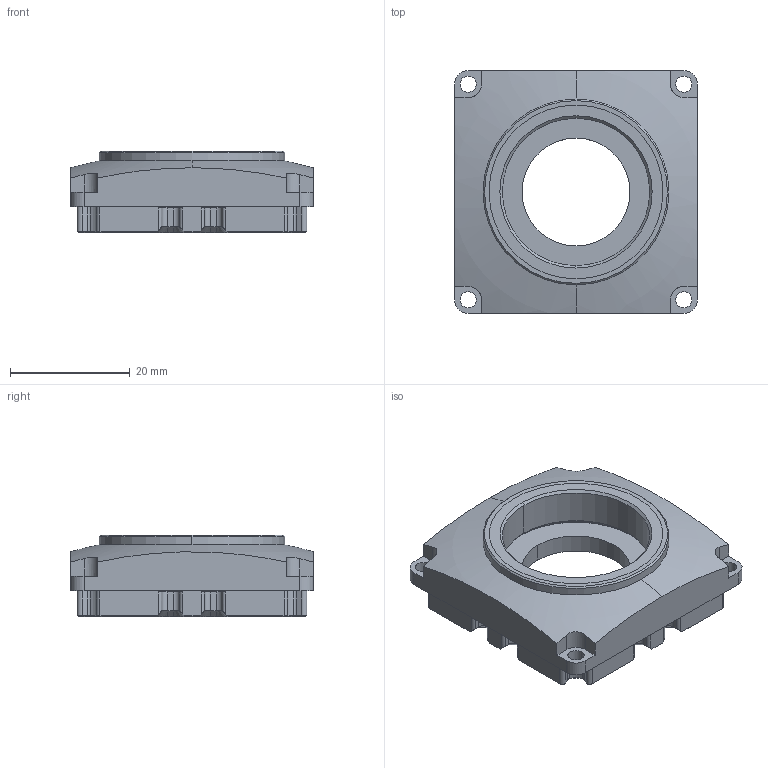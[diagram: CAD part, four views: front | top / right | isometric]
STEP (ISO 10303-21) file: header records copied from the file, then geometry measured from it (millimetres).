
FILE_DESCRIPTION(/* description */ ('VariCAD 2015-2.06 AP-214'),/* implementation_level */ '2;1');
FILE_NAME(/* name */ '0393-12-29A.stp',/* time_stamp */ '2016-04-30T13:29:53-06:00',/* author */ (''),/* organization */ (''),/* preprocessor_version */ 'ST-DEVELOPER v14',/* originating_system */ 'VariCAD 2015-2.06; kernel version (20130303)',/* authorisation */ '');
FILE_SCHEMA (('AUTOMOTIVE_DESIGN'));
Length unit declared in the file: millimetre
Products named in the file (2): 0393-12-29A; 0393-12-29
Assembly tree (1 placements, depth 2):
  0393-12-29A
    0393-12-29
Bounding box: 40.5 x 40.5 x 13.62 mm (x, y, z)
Volume: 8726.4 mm3; surface area: 6914.2 mm2
Topology: 1 solids, 1 shells, 425 faces, 1108 edges, 698 vertices
Faces by surface type: plane 199, cylinder 170, cone 54, sphere 2
Entity records: 15804 total; most frequent: CARTESIAN_POINT 2601, DIRECTION 2298, ORIENTED_EDGE 2216, EDGE_CURVE 1108, AXIS2_PLACEMENT_3D 811, VERTEX_POINT 698, LINE 676, VECTOR 676
